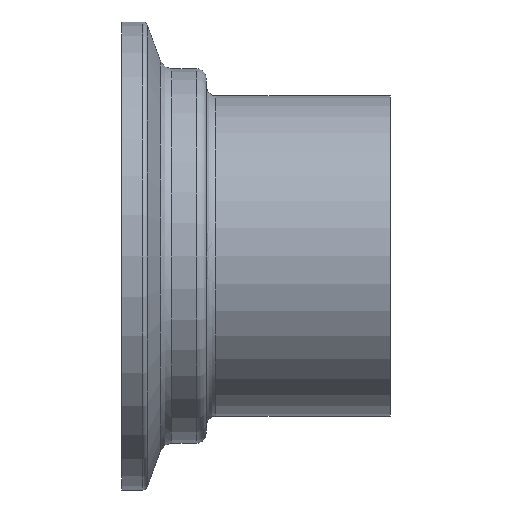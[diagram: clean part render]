
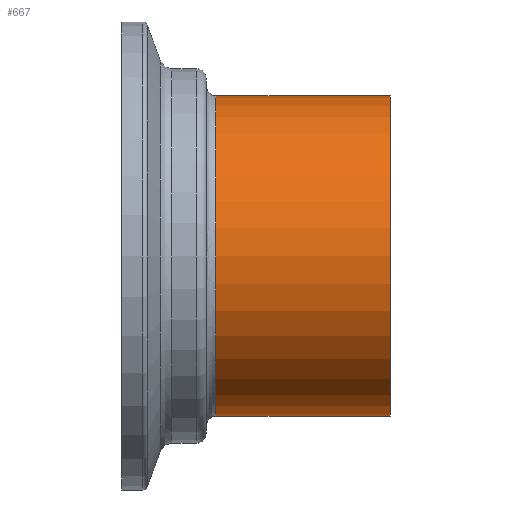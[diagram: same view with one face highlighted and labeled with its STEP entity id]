
A CAD part, front view. The second image highlights one B-rep face of the part: STEP entity #667.
In plain terms, the highlighted cylindrical face has radius 26.5 mm (diameter 53 mm), a full revolution.
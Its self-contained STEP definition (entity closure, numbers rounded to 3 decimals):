
#633=CARTESIAN_POINT('',(-28.9,26.5,0.0));
#634=VERTEX_POINT('',#633);
#635=CARTESIAN_POINT('',(-28.9,0.0,0.0));
#636=DIRECTION('',(1.0,0.0,0.0));
#637=DIRECTION('',(0.0,1.0,0.0));
#638=AXIS2_PLACEMENT_3D('',#635,#636,#637);
#639=CIRCLE('',#638,26.5);
#640=EDGE_CURVE('',#634,#634,#639,.T.);
#648=CARTESIAN_POINT('',(-14.45,0.0,0.0));
#649=DIRECTION('',(1.0,0.0,0.0));
#650=DIRECTION('',(0.0,1.0,0.0));
#651=AXIS2_PLACEMENT_3D('',#648,#649,#650);
#652=CYLINDRICAL_SURFACE('',#651,26.5);
#653=CARTESIAN_POINT('',(0.,26.5,0.0));
#654=VERTEX_POINT('',#653);
#655=CARTESIAN_POINT('',(0.,0.0,0.0));
#656=DIRECTION('',(1.0,0.0,0.0));
#657=DIRECTION('',(0.0,1.0,0.0));
#658=AXIS2_PLACEMENT_3D('',#655,#656,#657);
#659=CIRCLE('',#658,26.5);
#660=EDGE_CURVE('',#654,#654,#659,.T.);
#661=ORIENTED_EDGE('',*,*,#660,.F.);
#662=EDGE_LOOP('',(#661));
#663=FACE_OUTER_BOUND('',#662,.T.);
#664=ORIENTED_EDGE('',*,*,#640,.T.);
#665=EDGE_LOOP('',(#664));
#666=FACE_BOUND('',#665,.T.);
#667=ADVANCED_FACE('',(#663,#666),#652,.T.);
